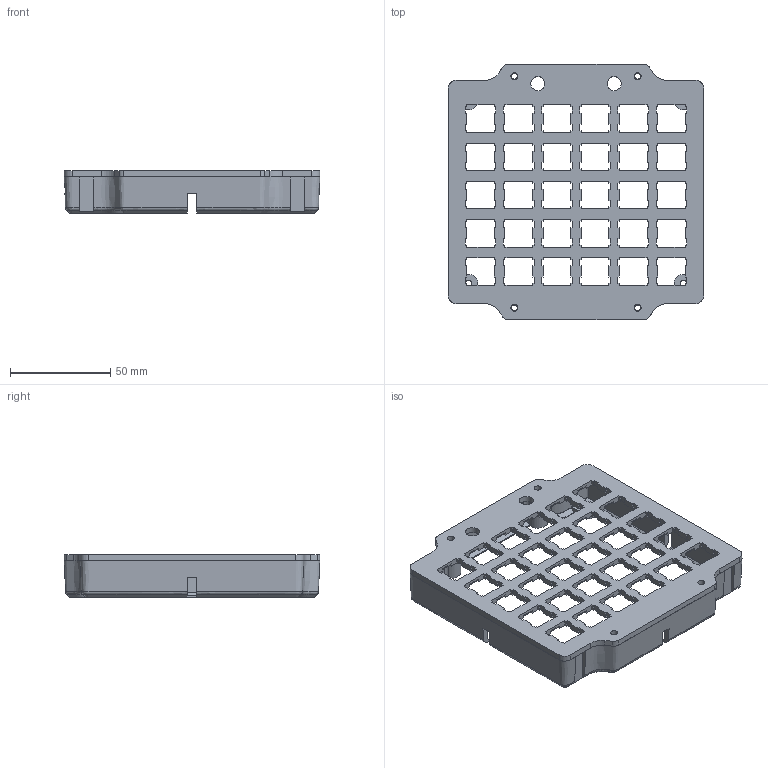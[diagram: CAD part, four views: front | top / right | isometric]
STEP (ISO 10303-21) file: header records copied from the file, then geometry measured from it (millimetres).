
FILE_DESCRIPTION(/* description */ (''),/* implementation_level */ '2;1');
FILE_NAME(/* name */ 'FUSE Insert plate.step',/* time_stamp */ '2022-01-03T22:53:45+01:00',/* author */ (''),/* organization */ (''),/* preprocessor_version */ 'ST-DEVELOPER v18.1',/* originating_system */ 'Autodesk Translation Framework v10.10.0.1391',/* authorisation */ '');
FILE_SCHEMA (('AUTOMOTIVE_DESIGN { 1 0 10303 214 3 1 1 }'));
Length unit declared in the file: millimetre
Products named in the file (1): Fusebox
Bounding box: 127.5 x 127.5 x 21 mm (x, y, z)
Volume: 50160.4 mm3; surface area: 48699.9 mm2
Topology: 2 solids, 2 shells, 997 faces, 2980 edges, 1986 vertices
Faces by surface type: plane 925, cylinder 38, bspline 34
Full cylindrical faces by diameter (mm): 2.8 x4, 3.5 x8, 7 x2
Entity records: 36032 total; most frequent: CARTESIAN_POINT 9307, ORIENTED_EDGE 5960, DIRECTION 4831, EDGE_CURVE 2980, LINE 2733, VECTOR 2733, VERTEX_POINT 1986, EDGE_LOOP 1086
